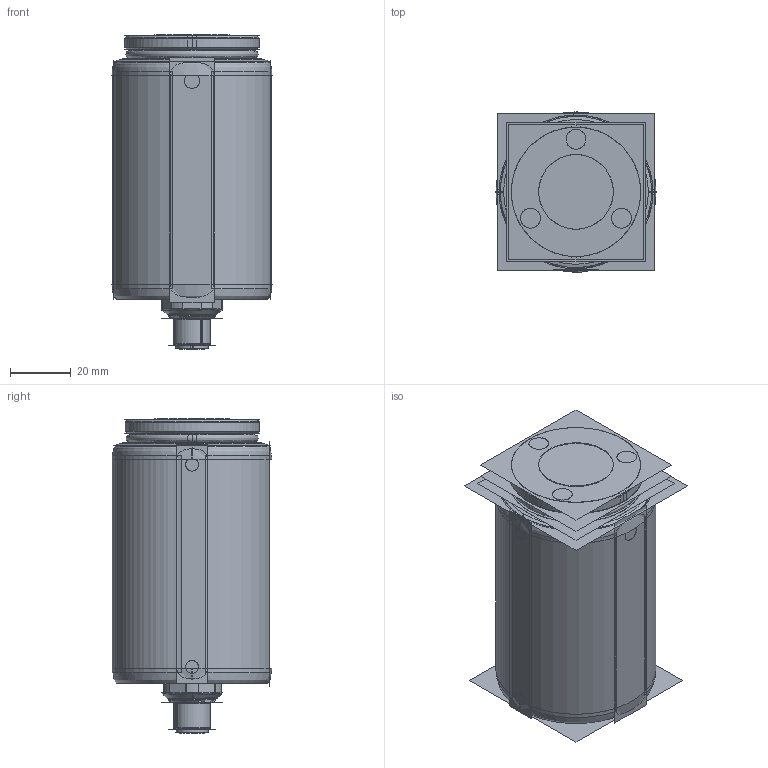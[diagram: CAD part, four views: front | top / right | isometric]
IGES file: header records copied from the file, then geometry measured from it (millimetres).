
Start section:  PTC IGES file: 146776_sm01.igs
Global section: file name: 146776_sm01.igs; native system: Creo Parametric by PTC Inc.; preprocessor: 2022414; author: banengservice; organization: Unknown; date: 20250725.131104; units: millimetre
Bounding box: 52.5 x 52.43 x 103.02 mm (x, y, z)
Volume: 174549.5 mm3; surface area: 98697.8 mm2
Topology: 1 solids, 1 shells, 506 faces, 2530 edges, 3207 vertices
Faces by surface type: revolution 322, bspline 184
